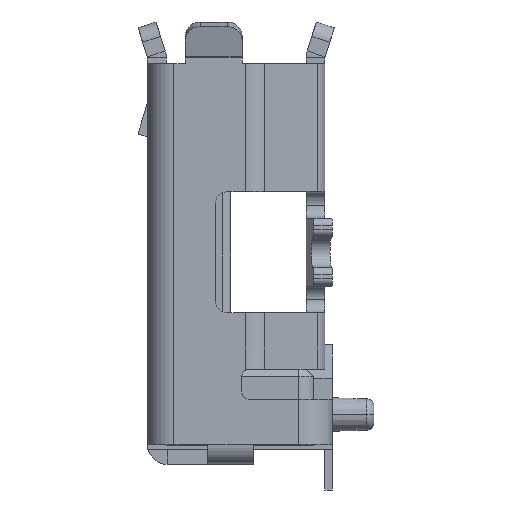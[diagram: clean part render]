
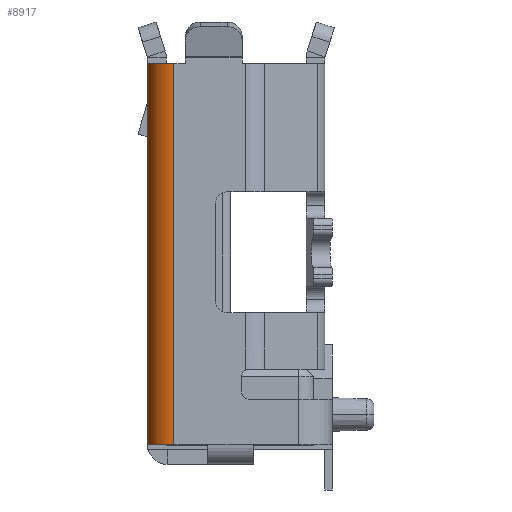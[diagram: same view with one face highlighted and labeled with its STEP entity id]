
A CAD part, left-side view. The second image highlights one B-rep face of the part: STEP entity #8917.
In plain terms, the highlighted cylindrical face has radius 0.35 mm (diameter 0.7 mm), a partial arc.
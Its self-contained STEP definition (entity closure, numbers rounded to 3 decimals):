
#151 = CARTESIAN_POINT ( 'NONE',  ( -3.35, 0.825, -5.6 ) ) ;
#317 = AXIS2_PLACEMENT_3D ( 'NONE', #5694, #4739, #9846 ) ;
#355 = ORIENTED_EDGE ( 'NONE', *, *, #3096, .T. ) ;
#827 = FACE_OUTER_BOUND ( 'NONE', #3882, .T. ) ;
#1815 = VERTEX_POINT ( 'NONE', #11998 ) ;
#2168 = CARTESIAN_POINT ( 'NONE',  ( -3.35, 1.175, -0.55 ) ) ;
#2174 = LINE ( 'NONE', #7151, #8661 ) ;
#3096 = EDGE_CURVE ( 'NONE', #12151, #1815, #2174, .T. ) ;
#3854 = DIRECTION ( 'NONE',  ( 0., 0., 1. ) ) ;
#3882 = EDGE_LOOP ( 'NONE', ( #11424, #11886, #355, #13348 ) ) ;
#4686 = DIRECTION ( 'NONE',  ( 0., 1., 0. ) ) ;
#4739 = DIRECTION ( 'NONE',  ( 0., 0., 1. ) ) ;
#4884 = CYLINDRICAL_SURFACE ( 'NONE', #10793, 0.35 ) ;
#5338 = CARTESIAN_POINT ( 'NONE',  ( -3.35, 1.175, -5.6 ) ) ;
#5518 = EDGE_CURVE ( 'NONE', #13195, #1815, #12325, .T. ) ;
#5694 = CARTESIAN_POINT ( 'NONE',  ( -3.35, 0.825, -5.6 ) ) ;
#6028 = AXIS2_PLACEMENT_3D ( 'NONE', #12927, #13014, #4686 ) ;
#7105 = LINE ( 'NONE', #10336, #10876 ) ;
#7151 = CARTESIAN_POINT ( 'NONE',  ( -3.7, 0.825, -5.6 ) ) ;
#8276 = DIRECTION ( 'NONE',  ( 0., 0., 1. ) ) ;
#8421 = EDGE_CURVE ( 'NONE', #10737, #12151, #11740, .T. ) ;
#8466 = DIRECTION ( 'NONE',  ( 0., 0., 1. ) ) ;
#8607 = DIRECTION ( 'NONE',  ( -1., 0., 0. ) ) ;
#8661 = VECTOR ( 'NONE', #3854, 1000. ) ;
#8917 = ADVANCED_FACE ( 'NONE', ( #827 ), #4884, .T. ) ;
#9385 = EDGE_CURVE ( 'NONE', #10737, #13195, #7105, .T. ) ;
#9846 = DIRECTION ( 'NONE',  ( -1., 0., 0. ) ) ;
#10336 = CARTESIAN_POINT ( 'NONE',  ( -3.35, 1.175, -5.6 ) ) ;
#10737 = VERTEX_POINT ( 'NONE', #5338 ) ;
#10793 = AXIS2_PLACEMENT_3D ( 'NONE', #151, #8466, #8607 ) ;
#10876 = VECTOR ( 'NONE', #8276, 1000. ) ;
#11424 = ORIENTED_EDGE ( 'NONE', *, *, #9385, .F. ) ;
#11740 = CIRCLE ( 'NONE', #317, 0.35 ) ;
#11886 = ORIENTED_EDGE ( 'NONE', *, *, #8421, .T. ) ;
#11998 = CARTESIAN_POINT ( 'NONE',  ( -3.7, 0.825, -0.55 ) ) ;
#12151 = VERTEX_POINT ( 'NONE', #13367 ) ;
#12325 = CIRCLE ( 'NONE', #6028, 0.35 ) ;
#12927 = CARTESIAN_POINT ( 'NONE',  ( -3.35, 0.825, -0.55 ) ) ;
#13014 = DIRECTION ( 'NONE',  ( 0., 0., 1. ) ) ;
#13195 = VERTEX_POINT ( 'NONE', #2168 ) ;
#13348 = ORIENTED_EDGE ( 'NONE', *, *, #5518, .F. ) ;
#13367 = CARTESIAN_POINT ( 'NONE',  ( -3.7, 0.825, -5.6 ) ) ;
